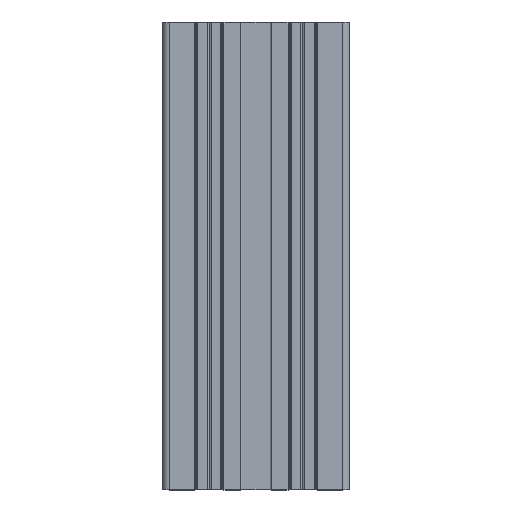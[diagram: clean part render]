
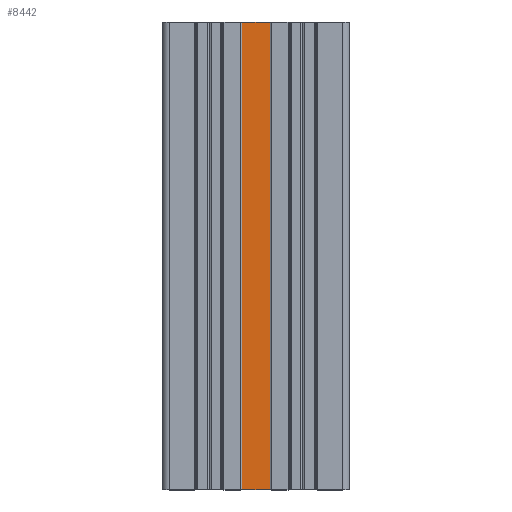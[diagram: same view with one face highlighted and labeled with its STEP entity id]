
A CAD part, top view. The second image highlights one B-rep face of the part: STEP entity #8442.
In plain terms, the highlighted planar face has unit normal (0, 0, 1).
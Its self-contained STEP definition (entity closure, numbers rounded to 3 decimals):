
#638=FACE_OUTER_BOUND('',#1064,.T.);
#1064=EDGE_LOOP('',(#6167,#6168,#6169,#6170));
#1760=LINE('',#12936,#2752);
#1762=LINE('',#12940,#2754);
#1763=LINE('',#12942,#2755);
#1764=LINE('',#12943,#2756);
#2752=VECTOR('',#10452,200.);
#2754=VECTOR('',#10456,12.);
#2755=VECTOR('',#10457,200.);
#2756=VECTOR('',#10458,12.);
#3695=VERTEX_POINT('',#12933);
#3696=VERTEX_POINT('',#12935);
#3697=VERTEX_POINT('',#12939);
#3698=VERTEX_POINT('',#12941);
#4718=EDGE_CURVE('',#3696,#3695,#1760,.T.);
#4720=EDGE_CURVE('',#3695,#3697,#1762,.T.);
#4721=EDGE_CURVE('',#3698,#3697,#1763,.T.);
#4722=EDGE_CURVE('',#3696,#3698,#1764,.T.);
#6167=ORIENTED_EDGE('',*,*,#4720,.T.);
#6168=ORIENTED_EDGE('',*,*,#4721,.F.);
#6169=ORIENTED_EDGE('',*,*,#4722,.F.);
#6170=ORIENTED_EDGE('',*,*,#4718,.T.);
#8093=PLANE('',#8996);
#8442=ADVANCED_FACE('',(#638),#8093,.T.);
#8996=AXIS2_PLACEMENT_3D('',#12938,#10454,#10455);
#10452=DIRECTION('',(0.,1.,0.));
#10454=DIRECTION('center_axis',(0.,0.,1.));
#10455=DIRECTION('ref_axis',(1.,0.,0.));
#10456=DIRECTION('',(-1.,0.,0.));
#10457=DIRECTION('',(0.,1.,0.));
#10458=DIRECTION('',(-1.,0.,0.));
#12933=CARTESIAN_POINT('',(6.,200.,39.));
#12935=CARTESIAN_POINT('',(6.,0.,39.));
#12936=CARTESIAN_POINT('',(6.,0.,39.));
#12938=CARTESIAN_POINT('Origin',(-6.,0.,39.));
#12939=CARTESIAN_POINT('',(-6.,200.,39.));
#12940=CARTESIAN_POINT('',(-3.,200.,39.));
#12941=CARTESIAN_POINT('',(-6.,0.,39.));
#12942=CARTESIAN_POINT('',(-6.,0.,39.));
#12943=CARTESIAN_POINT('',(-3.,0.,39.));
